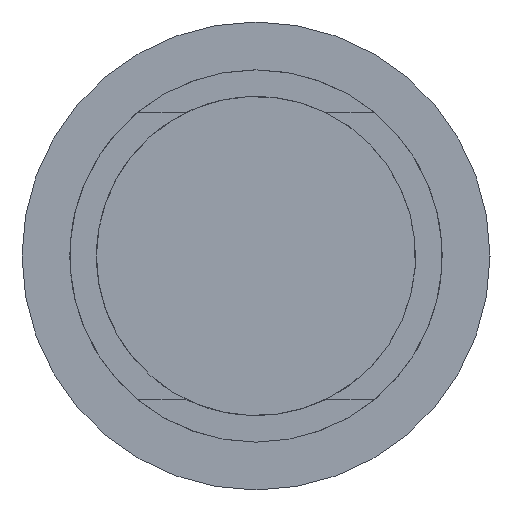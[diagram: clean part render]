
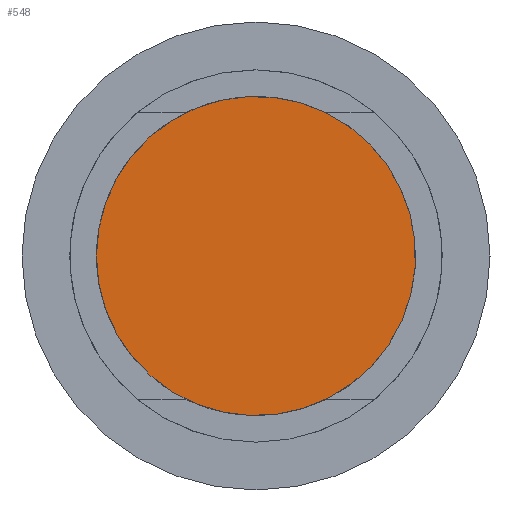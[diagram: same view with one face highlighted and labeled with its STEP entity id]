
A CAD part, left-side view. The second image highlights one B-rep face of the part: STEP entity #548.
In plain terms, the highlighted planar face has unit normal (-1, 0, 0).
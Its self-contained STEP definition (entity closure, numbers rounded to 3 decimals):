
#46=CIRCLE('',#599,15.);
#138=ORIENTED_EDGE('',*,*,#184,.T.);
#184=EDGE_CURVE('',#214,#214,#46,.T.);
#214=VERTEX_POINT('',#821);
#294=EDGE_LOOP('',(#138));
#326=FACE_BOUND('',#294,.T.);
#346=PLANE('',#600);
#548=ADVANCED_FACE('',(#326),#346,.F.);
#599=AXIS2_PLACEMENT_3D('',#820,#717,#718);
#600=AXIS2_PLACEMENT_3D('',#822,#719,#720);
#717=DIRECTION('',(-1.,0.,0.));
#718=DIRECTION('',(0.,1.,0.));
#719=DIRECTION('',(1.,0.,0.));
#720=DIRECTION('',(0.,0.,1.));
#820=CARTESIAN_POINT('',(-513.,0.,0.));
#821=CARTESIAN_POINT('',(-513.,15.,0.));
#822=CARTESIAN_POINT('',(-513.,0.,0.));
